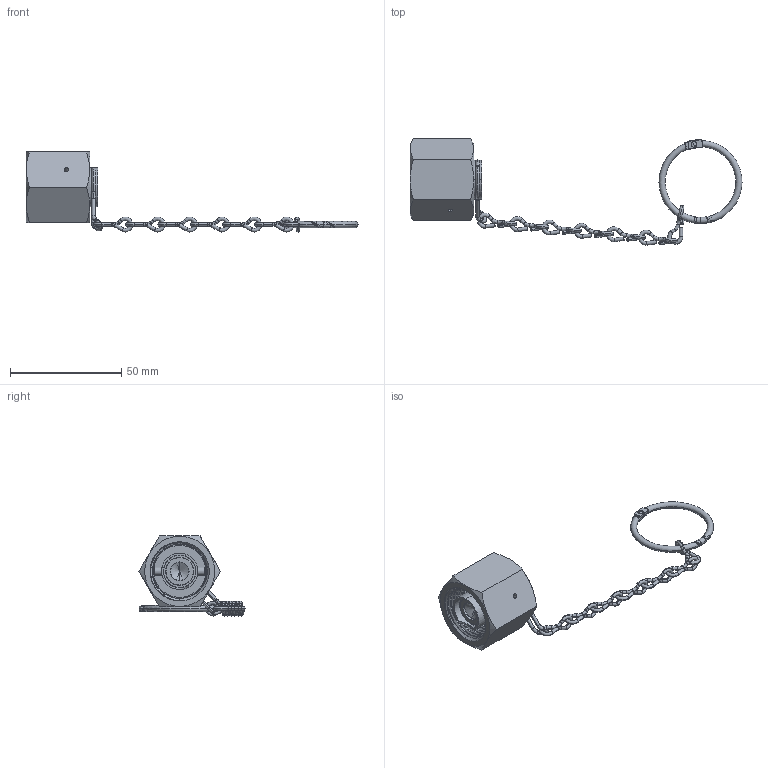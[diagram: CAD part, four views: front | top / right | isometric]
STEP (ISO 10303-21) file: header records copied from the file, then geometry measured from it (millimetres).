
FILE_DESCRIPTION (( 'STEP AP203' ), '1' );
FILE_NAME ('CAP-GT63SS.STEP', '2025-08-21T18:40:49', ( '' ), ( '' ), 'SwSTEP 2.0', 'SolidWorks 2018', '' );
FILE_SCHEMA (( 'CONFIG_CONTROL_DESIGN' ));
Length unit declared in the file: inch
Products named in the file (11): PRT-001180; PRT-000403; PRT-002255_SMALL PIN; ASY-000211_One Link Bent; PRT-002239_STAINLESS; PRT-002245_RING-1.187D HALF; PRT-000988; CAP-GT63SS; ASY-000709; ASY-000691; PRT-003606
Assembly tree (17 placements, depth 3):
  CAP-GT63SS
    ASY-000691
      PRT-003606
      PRT-000403
    ASY-000211_One Link Bent
      PRT-002239_STAINLESS  x7
    ASY-000709
      PRT-002245_RING-1.187D HALF  x2
      PRT-002255_SMALL PIN
    PRT-000988
    PRT-001180
Bounding box: 149.21 x 47.72 x 35.96 mm (x, y, z)
Volume: 21093.8 mm3; surface area: 13266.7 mm2
Topology: 14 solids, 14 shells, 584 faces, 1586 edges, 1040 vertices
Faces by surface type: plane 211, cylinder 164, bspline 101, torus 78, sphere 16, cone 14
Entity records: 23642 total; most frequent: CARTESIAN_POINT 11987, ORIENTED_EDGE 2394, DIRECTION 1797, EDGE_CURVE 1197, VERTEX_POINT 819, AXIS2_PLACEMENT_3D 640, LINE 517, VECTOR 517
